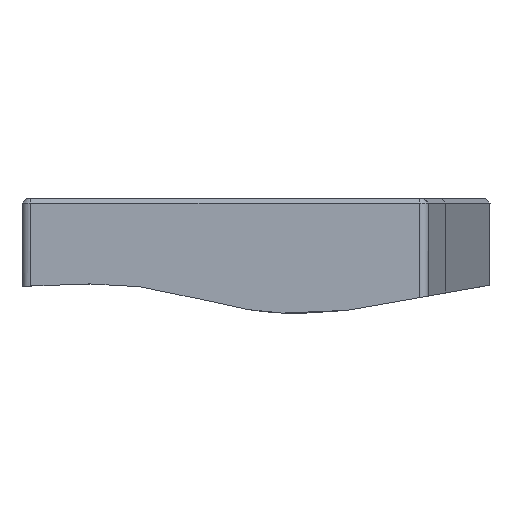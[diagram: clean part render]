
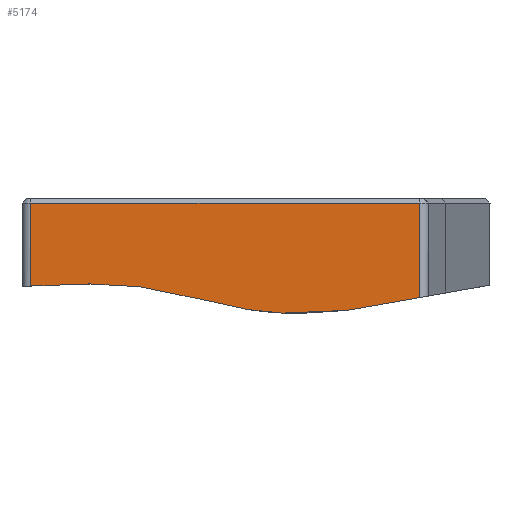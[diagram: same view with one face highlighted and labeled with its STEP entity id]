
A CAD part, left-side view. The second image highlights one B-rep face of the part: STEP entity #5174.
In plain terms, the highlighted planar face has unit normal (-1, 0, 0).
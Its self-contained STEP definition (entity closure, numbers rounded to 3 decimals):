
#20=(
BOUNDED_CURVE()
B_SPLINE_CURVE(5,(#9011,#9012,#9013,#9014,#9015,#9016,#9017,#9018,#9019,
#9020),.UNSPECIFIED.,.F.,.F.)
B_SPLINE_CURVE_WITH_KNOTS((6,1,1,1,1,6),(0.019,0.067,
0.133,0.2,0.267,0.295),
 .UNSPECIFIED.)
CURVE()
GEOMETRIC_REPRESENTATION_ITEM()
RATIONAL_B_SPLINE_CURVE((1.,1.,1.,1.,1.,1.,1.,1.,1.,1.))
REPRESENTATION_ITEM('')
);
#21=(
BOUNDED_CURVE()
B_SPLINE_CURVE(5,(#9128,#9129,#9130,#9131,#9132,#9133,#9134,#9135,#9136,
#9137,#9138,#9139,#9140,#9141,#9142,#9143),.UNSPECIFIED.,.F.,.F.)
B_SPLINE_CURVE_WITH_KNOTS((6,1,1,1,1,1,1,1,1,1,1,6),(-1.,-0.933,
-0.867,-0.8,-0.733,-0.667,-0.6,-0.533,
-0.467,-0.4,-0.333,-0.295),
 .UNSPECIFIED.)
CURVE()
GEOMETRIC_REPRESENTATION_ITEM()
RATIONAL_B_SPLINE_CURVE((1.,1.,1.,1.,1.,1.,1.,1.,1.,1.,1.,1.,1.,1.,1.,1.))
REPRESENTATION_ITEM('')
);
#239=PLANE('',#5675);
#536=FACE_OUTER_BOUND('',#843,.T.);
#843=EDGE_LOOP('',(#4769,#4770,#4771,#4772,#4773,#4774));
#1313=LINE('',#8821,#1839);
#1335=LINE('',#8935,#1861);
#1338=LINE('',#8943,#1864);
#1343=LINE('',#8985,#1869);
#1839=VECTOR('',#6996,10.);
#1861=VECTOR('',#7060,10.);
#1864=VECTOR('',#7069,10.);
#1869=VECTOR('',#7076,10.);
#2539=VERTEX_POINT('',#8815);
#2540=VERTEX_POINT('',#8819);
#2557=VERTEX_POINT('',#8934);
#2559=VERTEX_POINT('',#8942);
#2561=VERTEX_POINT('',#8950);
#2562=VERTEX_POINT('',#9009);
#3223=EDGE_CURVE('',#2539,#2540,#1313,.T.);
#3254=EDGE_CURVE('',#2540,#2557,#1335,.T.);
#3258=EDGE_CURVE('',#2557,#2559,#1338,.T.);
#3264=EDGE_CURVE('',#2561,#2539,#1343,.T.);
#3268=EDGE_CURVE('',#2561,#2562,#20,.T.);
#3306=EDGE_CURVE('',#2559,#2562,#21,.T.);
#4769=ORIENTED_EDGE('',*,*,#3223,.F.);
#4770=ORIENTED_EDGE('',*,*,#3264,.F.);
#4771=ORIENTED_EDGE('',*,*,#3268,.T.);
#4772=ORIENTED_EDGE('',*,*,#3306,.F.);
#4773=ORIENTED_EDGE('',*,*,#3258,.F.);
#4774=ORIENTED_EDGE('',*,*,#3254,.F.);
#5174=ADVANCED_FACE('',(#536),#239,.T.);
#5675=AXIS2_PLACEMENT_3D('',#9176,#7195,#7196);
#6996=DIRECTION('',(0.,-1.,0.));
#7060=DIRECTION('',(0.,0.,-1.));
#7069=DIRECTION('',(0.,0.985,-0.174));
#7076=DIRECTION('',(0.,0.,1.));
#7195=DIRECTION('center_axis',(-1.,0.,0.));
#7196=DIRECTION('ref_axis',(0.,-1.,0.));
#8815=CARTESIAN_POINT('',(-5.001,1.238,19.));
#8819=CARTESIAN_POINT('',(-5.001,-86.963,19.));
#8821=CARTESIAN_POINT('',(-5.001,-23.337,19.));
#8934=CARTESIAN_POINT('',(-5.001,-86.963,-2.48));
#8935=CARTESIAN_POINT('',(-5.001,-86.963,0.));
#8942=CARTESIAN_POINT('',(-5.001,-70.589,-5.368));
#8943=CARTESIAN_POINT('',(-5.001,-35.248,-11.599));
#8950=CARTESIAN_POINT('',(-5.001,1.238,0.152));
#8985=CARTESIAN_POINT('',(-5.001,1.238,0.));
#9009=CARTESIAN_POINT('',(-5.001,-23.471,0.));
#9011=CARTESIAN_POINT('Ctrl Pts',(-5.001,1.238,0.152));
#9012=CARTESIAN_POINT('Ctrl Pts',(-5.001,0.236,0.223));
#9013=CARTESIAN_POINT('Ctrl Pts',(-5.001,-2.133,0.378));
#9014=CARTESIAN_POINT('Ctrl Pts',(-5.001,-5.769,0.564));
#9015=CARTESIAN_POINT('Ctrl Pts',(-5.001,-10.497,0.688));
#9016=CARTESIAN_POINT('Ctrl Pts',(-5.001,-15.379,0.624));
#9017=CARTESIAN_POINT('Ctrl Pts',(-5.001,-19.124,0.418));
#9018=CARTESIAN_POINT('Ctrl Pts',(-5.001,-21.632,0.199));
#9019=CARTESIAN_POINT('Ctrl Pts',(-5.001,-23.055,0.047));
#9020=CARTESIAN_POINT('Ctrl Pts',(-5.001,-23.471,0.));
#9128=CARTESIAN_POINT('Ctrl Pts',(-5.001,-70.589,-5.368));
#9129=CARTESIAN_POINT('Ctrl Pts',(-5.001,-69.465,-5.495));
#9130=CARTESIAN_POINT('Ctrl Pts',(-5.001,-67.252,-5.72));
#9131=CARTESIAN_POINT('Ctrl Pts',(-5.001,-64.035,-5.97));
#9132=CARTESIAN_POINT('Ctrl Pts',(-5.001,-59.952,-6.13));
#9133=CARTESIAN_POINT('Ctrl Pts',(-5.001,-55.193,-6.034));
#9134=CARTESIAN_POINT('Ctrl Pts',(-5.001,-50.767,-5.649));
#9135=CARTESIAN_POINT('Ctrl Pts',(-5.001,-46.635,-4.997));
#9136=CARTESIAN_POINT('Ctrl Pts',(-5.001,-42.72,-4.126));
#9137=CARTESIAN_POINT('Ctrl Pts',(-5.001,-38.892,-3.121));
#9138=CARTESIAN_POINT('Ctrl Pts',(-5.001,-34.996,-2.083));
#9139=CARTESIAN_POINT('Ctrl Pts',(-5.001,-31.22,-1.197));
#9140=CARTESIAN_POINT('Ctrl Pts',(-5.001,-28.037,-0.608));
#9141=CARTESIAN_POINT('Ctrl Pts',(-5.001,-25.599,-0.254));
#9142=CARTESIAN_POINT('Ctrl Pts',(-5.001,-24.049,-0.065));
#9143=CARTESIAN_POINT('Ctrl Pts',(-5.001,-23.471,0.));
#9176=CARTESIAN_POINT('Origin',(-5.001,3.238,0.));
